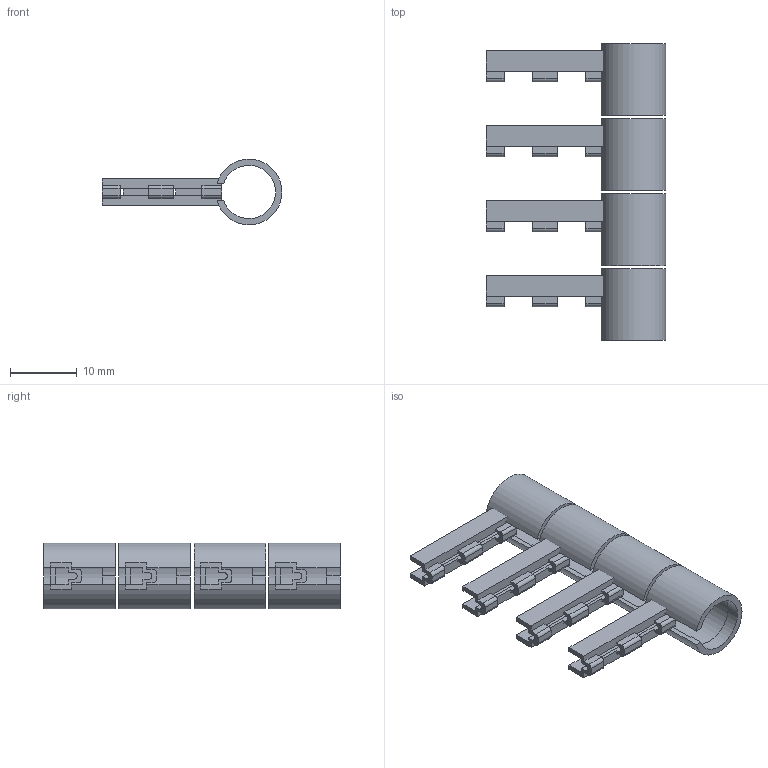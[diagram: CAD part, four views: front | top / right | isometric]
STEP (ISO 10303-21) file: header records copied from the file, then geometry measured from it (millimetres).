
FILE_DESCRIPTION (( 'STEP AP214' ), '1' );
FILE_NAME ('8mm motorholders set of 4.STEP', '2016-08-23T13:19:06', ( '' ), ( '' ), 'SwSTEP 2.0', 'SolidWorks 2014', '' );
FILE_SCHEMA (( 'AUTOMOTIVE_DESIGN' ));
Length unit declared in the file: millimetre
Products named in the file (4): Motor holder sylinder 8.1mm; Arm without holder for motor; Motor holder 8.1 mm; 8mm motorholders set of 4
Assembly tree (6 placements, depth 3):
  8mm motorholders set of 4
    Motor holder 8.1 mm  x4
      Arm without holder for motor
      Motor holder sylinder 8.1mm
Bounding box: 27.02 x 44.53 x 9.89 mm (x, y, z)
Volume: 1377.8 mm3; surface area: 4316 mm2
Topology: 8 solids, 8 shells, 216 faces, 684 edges, 456 vertices
Faces by surface type: plane 148, cylinder 68
Entity records: 2065 total; most frequent: CARTESIAN_POINT 349, ORIENTED_EDGE 342, DIRECTION 333, EDGE_CURVE 171, LINE 137, VECTOR 137, VERTEX_POINT 114, AXIS2_PLACEMENT_3D 98
